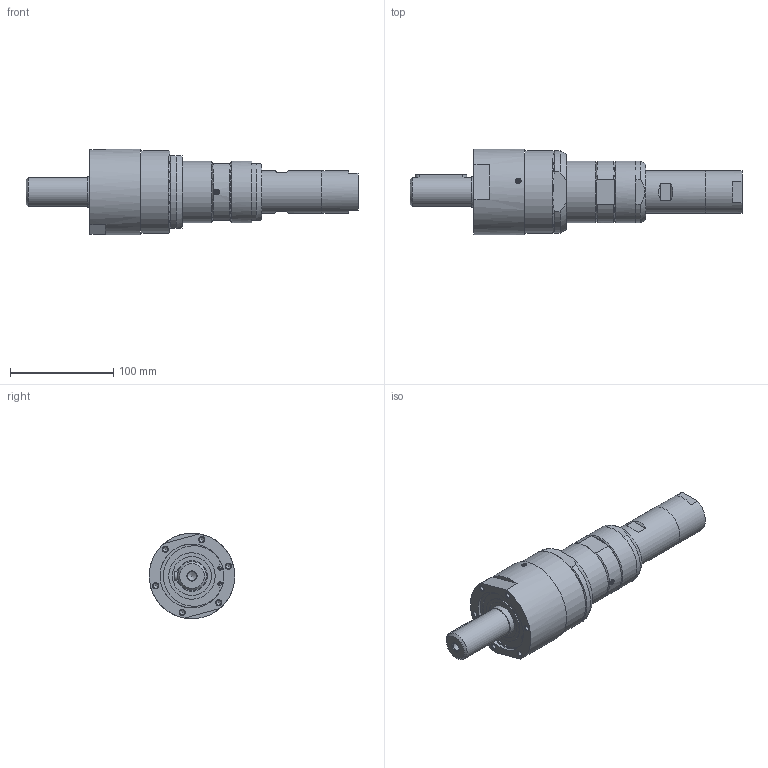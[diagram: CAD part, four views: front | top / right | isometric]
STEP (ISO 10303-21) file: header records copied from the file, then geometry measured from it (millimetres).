
FILE_DESCRIPTION((''),'2;1');
FILE_NAME('MRD 38-25_60008845.stp','2009-04-22T11:19:27',('rmorof'),(''),'Autodesk Inventor 2008','Autodesk Inventor 2008','');
FILE_SCHEMA(('CONFIG_CONTROL_DESIGN'));
Length unit declared in the file: millimetre
Products named in the file (1): MRD 38-25_60008845
Bounding box: 322 x 82.92 x 82.95 mm (x, y, z)
Volume: 822243.8 mm3; surface area: 73797.1 mm2
Topology: 1 solids, 5 shells, 155 faces, 344 edges, 222 vertices
Faces by surface type: plane 61, cylinder 41, bspline 25, cone 22, sphere 4, torus 2
Full cylindrical faces by diameter (mm): 1.55 x4, 3.6 x2, 4 x2, 5 x2, 5.5 x2, 28 x1, 30 x1, 38 x1, 41.5 x2, 42 x1, 45 x1, 60 x2, 62 x1, 74.69 x1, 80 x1, 83 x1
Entity records: 4526 total; most frequent: CARTESIAN_POINT 1376, DIRECTION 616, ORIENTED_EDGE 488, AXIS2_PLACEMENT_3D 268, EDGE_LOOP 245, EDGE_CURVE 244, VERTEX_POINT 185, FACE_OUTER_BOUND 155
